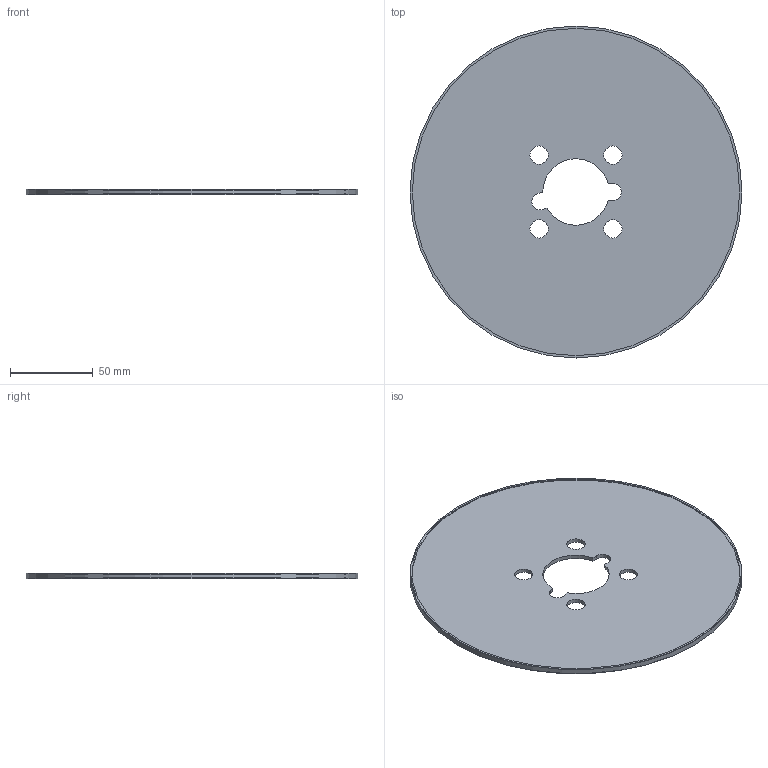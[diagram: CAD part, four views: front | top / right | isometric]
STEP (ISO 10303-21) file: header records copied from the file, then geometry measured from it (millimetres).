
FILE_DESCRIPTION(/* description */ (''),/* implementation_level */ '2;1');
FILE_NAME(/* name */ '335.10-200-03.40-14.stp',/* time_stamp */ '2017-09-14T10:21:07+06:00',/* author */ (''),/* organization */ (''),/* preprocessor_version */ 'ST-DEVELOPER v16',/* originating_system */ 'SIEMENS PLM Software NX 11.0',/* authorisation */ '');
FILE_SCHEMA (('AUTOMOTIVE_DESIGN { 1 0 10303 214 3 1 1 1 }'));
Length unit declared in the file: millimetre
Products named in the file (1): 335.10-200-03.40-14
Bounding box: 200 x 200 x 3.09 mm (x, y, z)
Volume: 72588.7 mm3; surface area: 66562.7 mm2
Topology: 2 solids, 2 shells, 23 faces, 53 edges, 34 vertices
Faces by surface type: cylinder 12, plane 8, cone 2, revolution 1
Full cylindrical faces by diameter (mm): 11 x4, 197.24 x2, 198.8 x1, 200 x1
Entity records: 693 total; most frequent: DIRECTION 123, CARTESIAN_POINT 104, ORIENTED_EDGE 84, AXIS2_PLACEMENT_3D 53, EDGE_LOOP 46, EDGE_CURVE 42, FACE_BOUND 38, VERTEX_POINT 34
